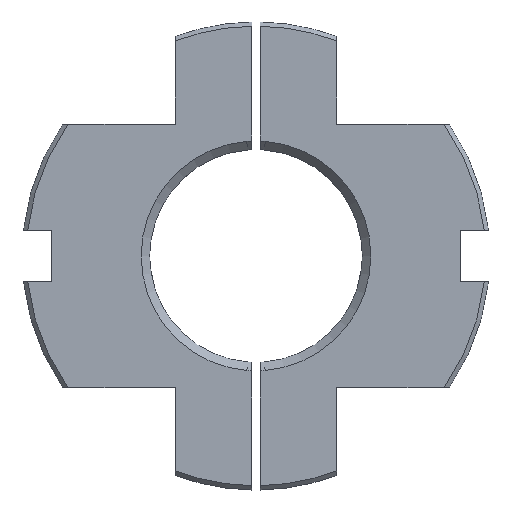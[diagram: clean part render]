
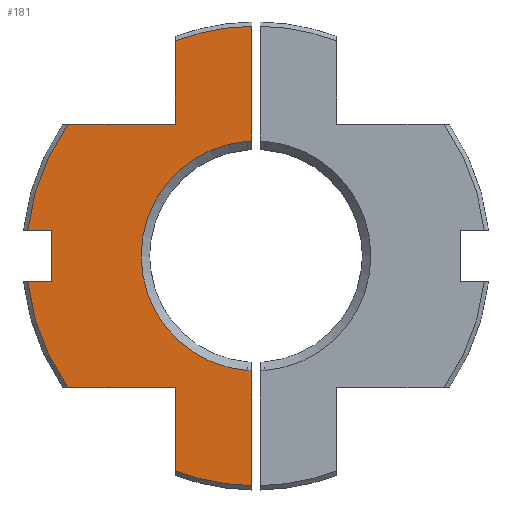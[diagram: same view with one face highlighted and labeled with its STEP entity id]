
A CAD part, top view. The second image highlights one B-rep face of the part: STEP entity #181.
In plain terms, the highlighted planar face has unit normal (0, 0, 1).
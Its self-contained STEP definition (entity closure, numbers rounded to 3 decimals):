
#181 = ADVANCED_FACE( '', ( #302 ), #303, .T. );
#302 = FACE_OUTER_BOUND( '', #539, .T. );
#303 = PLANE( '', #540 );
#539 = EDGE_LOOP( '', ( #833, #834, #835, #836, #837, #838, #839, #840, #841, #842, #843, #844, #845, #846, #847, #848 ) );
#540 = AXIS2_PLACEMENT_3D( '', #849, #850, #851 );
#833 = ORIENTED_EDGE( '', *, *, #1662, .T. );
#834 = ORIENTED_EDGE( '', *, *, #1663, .T. );
#835 = ORIENTED_EDGE( '', *, *, #1664, .T. );
#836 = ORIENTED_EDGE( '', *, *, #1665, .T. );
#837 = ORIENTED_EDGE( '', *, *, #1666, .T. );
#838 = ORIENTED_EDGE( '', *, *, #1657, .T. );
#839 = ORIENTED_EDGE( '', *, *, #1667, .T. );
#840 = ORIENTED_EDGE( '', *, *, #1625, .T. );
#841 = ORIENTED_EDGE( '', *, *, #1631, .T. );
#842 = ORIENTED_EDGE( '', *, *, #1636, .T. );
#843 = ORIENTED_EDGE( '', *, *, #1668, .T. );
#844 = ORIENTED_EDGE( '', *, *, #1669, .T. );
#845 = ORIENTED_EDGE( '', *, *, #1670, .T. );
#846 = ORIENTED_EDGE( '', *, *, #1671, .T. );
#847 = ORIENTED_EDGE( '', *, *, #1672, .T. );
#848 = ORIENTED_EDGE( '', *, *, #1673, .T. );
#849 = CARTESIAN_POINT( '', ( 0., 0., 0. ) );
#850 = DIRECTION( '', ( 0., 0., 1. ) );
#851 = DIRECTION( '', ( 1., 0., 0. ) );
#1625 = EDGE_CURVE( '', #1903, #1907, #1909, .T. );
#1631 = EDGE_CURVE( '', #1907, #1918, #1920, .T. );
#1636 = EDGE_CURVE( '', #1918, #1927, #1929, .T. );
#1657 = EDGE_CURVE( '', #1968, #1966, #1969, .T. );
#1662 = EDGE_CURVE( '', #1977, #1978, #1979, .T. );
#1663 = EDGE_CURVE( '', #1978, #1980, #1981, .T. );
#1664 = EDGE_CURVE( '', #1980, #1982, #1983, .T. );
#1665 = EDGE_CURVE( '', #1982, #1984, #1985, .T. );
#1666 = EDGE_CURVE( '', #1984, #1968, #1986, .F. );
#1667 = EDGE_CURVE( '', #1966, #1903, #1987, .T. );
#1668 = EDGE_CURVE( '', #1927, #1988, #1989, .T. );
#1669 = EDGE_CURVE( '', #1988, #1990, #1991, .T. );
#1670 = EDGE_CURVE( '', #1990, #1992, #1993, .T. );
#1671 = EDGE_CURVE( '', #1992, #1994, #1995, .T. );
#1672 = EDGE_CURVE( '', #1994, #1996, #1997, .T. );
#1673 = EDGE_CURVE( '', #1996, #1977, #1998, .T. );
#1903 = VERTEX_POINT( '', #2369 );
#1907 = VERTEX_POINT( '', #2376 );
#1909 = CIRCLE( '', #2381, 27. );
#1918 = VERTEX_POINT( '', #2395 );
#1920 = LINE( '', #2398, #2399 );
#1927 = VERTEX_POINT( '', #2411 );
#1929 = LINE( '', #2416, #2417 );
#1966 = VERTEX_POINT( '', #2516 );
#1968 = VERTEX_POINT( '', #2519 );
#1969 = LINE( '', #2520, #2521 );
#1977 = VERTEX_POINT( '', #2530 );
#1978 = VERTEX_POINT( '', #2531 );
#1979 = LINE( '', #2532, #2533 );
#1980 = VERTEX_POINT( '', #2534 );
#1981 = CIRCLE( '', #2535, 27. );
#1982 = VERTEX_POINT( '', #2536 );
#1983 = LINE( '', #2537, #2538 );
#1984 = VERTEX_POINT( '', #2539 );
#1985 = CIRCLE( '', #2540, 6255.882 );
#1986 = CIRCLE( '', #2541, 13.5 );
#1987 = LINE( '', #2542, #2543 );
#1988 = VERTEX_POINT( '', #2544 );
#1989 = CIRCLE( '', #2545, 27. );
#1990 = VERTEX_POINT( '', #2546 );
#1991 = LINE( '', #2547, #2548 );
#1992 = VERTEX_POINT( '', #2549 );
#1993 = LINE( '', #2550, #2551 );
#1994 = VERTEX_POINT( '', #2552 );
#1995 = LINE( '', #2553, #2554 );
#1996 = VERTEX_POINT( '', #2555 );
#1997 = CIRCLE( '', #2556, 27. );
#1998 = LINE( '', #2557, #2558 );
#2369 = CARTESIAN_POINT( '', ( -0.5, 26.995, 0. ) );
#2376 = CARTESIAN_POINT( '', ( -9.5, 25.274, 0. ) );
#2381 = AXIS2_PLACEMENT_3D( '', #3278, #3279, #3280 );
#2395 = CARTESIAN_POINT( '', ( -9.5, 15.5, 0. ) );
#2398 = CARTESIAN_POINT( '', ( -9.5, 25.807, 0. ) );
#2399 = VECTOR( '', #3287, 1000. );
#2411 = CARTESIAN_POINT( '', ( -22.108, 15.5, 0. ) );
#2416 = CARTESIAN_POINT( '', ( -9.5, 15.5, 0. ) );
#2417 = VECTOR( '', #3290, 1000. );
#2516 = CARTESIAN_POINT( '', ( -0.5, 13.503, 0. ) );
#2519 = CARTESIAN_POINT( '', ( -1.078, 13.457, 0. ) );
#2520 = CARTESIAN_POINT( '', ( -1.078, 13.457, 0. ) );
#2521 = VECTOR( '', #3328, 1000. );
#2530 = CARTESIAN_POINT( '', ( -9.5, -15.5, 0. ) );
#2531 = CARTESIAN_POINT( '', ( -9.5, -25.273, 0. ) );
#2532 = CARTESIAN_POINT( '', ( -9.5, -15.5, 0. ) );
#2533 = VECTOR( '', #3339, 1000. );
#2534 = CARTESIAN_POINT( '', ( -0.5, -27., 0. ) );
#2535 = AXIS2_PLACEMENT_3D( '', #3340, #3341, #3342 );
#2536 = CARTESIAN_POINT( '', ( -0.5, -13.503, 0. ) );
#2537 = CARTESIAN_POINT( '', ( -0.5, -27.5, 0. ) );
#2538 = VECTOR( '', #3343, 1000. );
#2539 = CARTESIAN_POINT( '', ( -1.078, -13.457, 0. ) );
#2540 = AXIS2_PLACEMENT_3D( '', #3344, #3345, #3346 );
#2541 = AXIS2_PLACEMENT_3D( '', #3347, #3348, #3349 );
#2542 = CARTESIAN_POINT( '', ( -0.5, 12.5, 0. ) );
#2543 = VECTOR( '', #3350, 1000. );
#2544 = CARTESIAN_POINT( '', ( -26.833, 3., 0. ) );
#2545 = AXIS2_PLACEMENT_3D( '', #3351, #3352, #3353 );
#2546 = CARTESIAN_POINT( '', ( -24., 3., 0. ) );
#2547 = CARTESIAN_POINT( '', ( -27.336, 3., 0. ) );
#2548 = VECTOR( '', #3354, 1000. );
#2549 = CARTESIAN_POINT( '', ( -24., -3., 0. ) );
#2550 = CARTESIAN_POINT( '', ( -24., 3., 0. ) );
#2551 = VECTOR( '', #3355, 1000. );
#2552 = CARTESIAN_POINT( '', ( -26.833, -3., 0. ) );
#2553 = CARTESIAN_POINT( '', ( -24., -3., 0. ) );
#2554 = VECTOR( '', #3356, 1000. );
#2555 = CARTESIAN_POINT( '', ( -22.108, -15.5, 0. ) );
#2556 = AXIS2_PLACEMENT_3D( '', #3357, #3358, #3359 );
#2557 = CARTESIAN_POINT( '', ( -22.716, -15.5, 0. ) );
#2558 = VECTOR( '', #3360, 1000. );
#3278 = CARTESIAN_POINT( '', ( 0., 0., 0. ) );
#3279 = DIRECTION( '', ( 0., 0., 1. ) );
#3280 = DIRECTION( '', ( 1., 0., 0. ) );
#3287 = DIRECTION( '', ( 0., -1., 0. ) );
#3290 = DIRECTION( '', ( -1., 0., 0. ) );
#3328 = DIRECTION( '', ( 0.997, 0.08, 0. ) );
#3339 = DIRECTION( '', ( 0., -1., 0. ) );
#3340 = CARTESIAN_POINT( '', ( 0.013, -0.005, 0. ) );
#3341 = DIRECTION( '', ( 0., 0., 1. ) );
#3342 = DIRECTION( '', ( 1., 0., 0. ) );
#3343 = DIRECTION( '', ( 0., 1., 0. ) );
#3344 = CARTESIAN_POINT( '', ( -500.5, -6249.372, 0. ) );
#3345 = DIRECTION( '', ( 0., 0., 1. ) );
#3346 = DIRECTION( '', ( 1., 0., 0. ) );
#3347 = CARTESIAN_POINT( '', ( 0., 0., 0. ) );
#3348 = DIRECTION( '', ( 0., 0., 1. ) );
#3349 = DIRECTION( '', ( 1., 0., 0. ) );
#3350 = DIRECTION( '', ( 0., 1., 0. ) );
#3351 = CARTESIAN_POINT( '', ( 0., 0., 0. ) );
#3352 = DIRECTION( '', ( 0., 0., 1. ) );
#3353 = DIRECTION( '', ( 1., 0., 0. ) );
#3354 = DIRECTION( '', ( 1., 0., 0. ) );
#3355 = DIRECTION( '', ( 0., -1., 0. ) );
#3356 = DIRECTION( '', ( -1., 0., 0. ) );
#3357 = CARTESIAN_POINT( '', ( 0., 0., 0. ) );
#3358 = DIRECTION( '', ( 0., 0., 1. ) );
#3359 = DIRECTION( '', ( 1., 0., 0. ) );
#3360 = DIRECTION( '', ( 1., 0., 0. ) );
